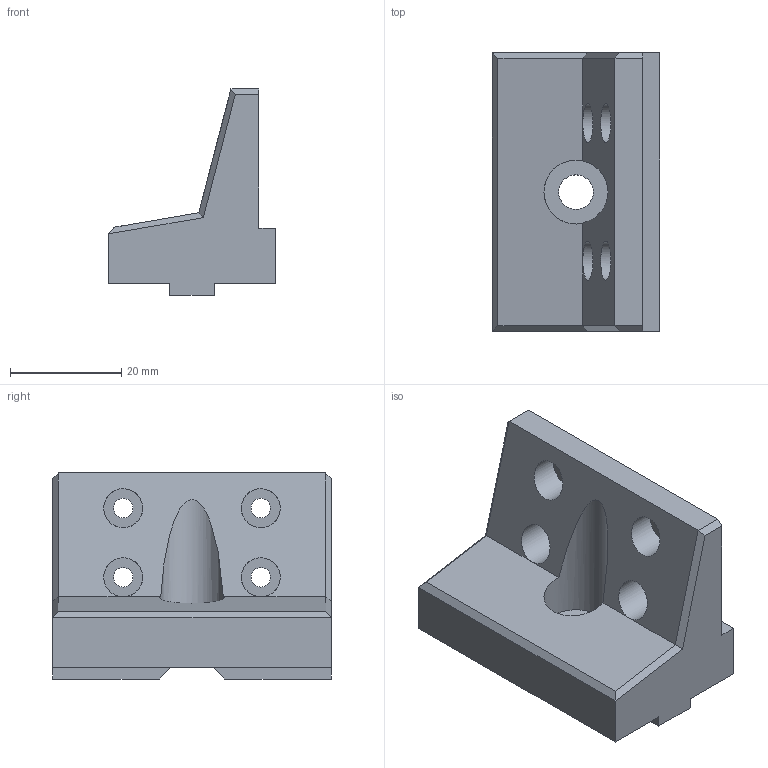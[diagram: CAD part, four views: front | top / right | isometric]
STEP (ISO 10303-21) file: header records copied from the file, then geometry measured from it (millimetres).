
FILE_DESCRIPTION(('FreeCAD Model'),'2;1');
FILE_NAME('Open CASCADE Shape Model','2024-11-11T18:36:51',(''),(''), 'Open CASCADE STEP processor 7.7','FreeCAD','Unknown');
FILE_SCHEMA(('AUTOMOTIVE_DESIGN { 1 0 10303 214 1 1 1 1 }'));
Length unit declared in the file: millimetre
Products named in the file (1): Body
Bounding box: 30 x 50 x 37 mm (x, y, z)
Volume: 24718.8 mm3; surface area: 8225.6 mm2
Topology: 1 solids, 1 shells, 44 faces, 108 edges, 68 vertices
Faces by surface type: plane 34, cylinder 10
Full cylindrical faces by diameter (mm): 3.5 x4, 6.2 x1, 7 x4, 11.5 x1
Entity records: 2879 total; most frequent: CARTESIAN_POINT 620, DIRECTION 423, LINE 273, VECTOR 273, ORIENTED_EDGE 216, PCURVE 216, DEFINITIONAL_REPRESENTATION 216, EDGE_CURVE 108
